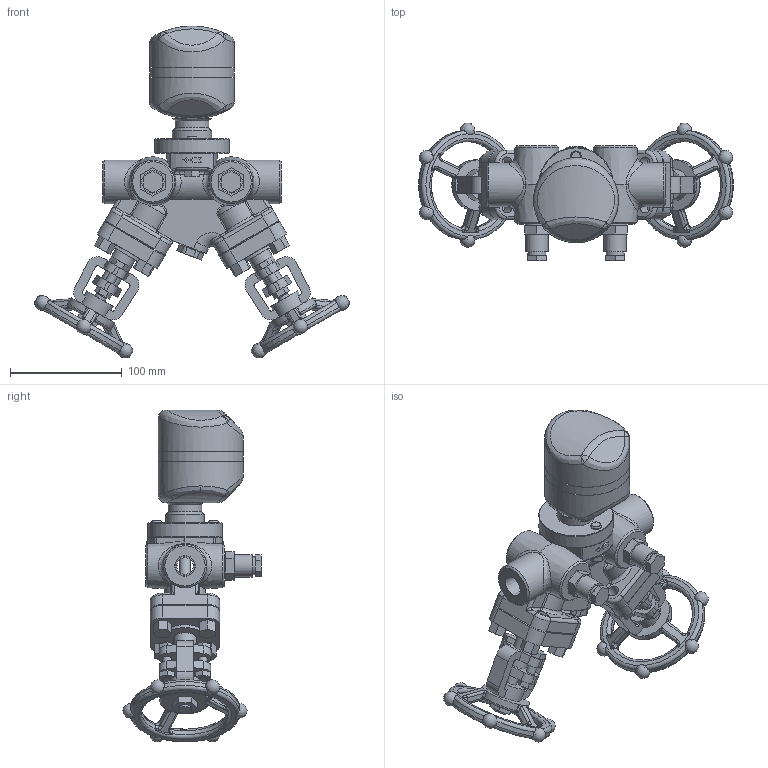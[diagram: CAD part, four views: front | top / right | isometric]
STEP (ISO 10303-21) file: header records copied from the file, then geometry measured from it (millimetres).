
FILE_DESCRIPTION(/* description */ (''),/* implementation_level */ '2;1');
FILE_NAME(/* name */ 'v2rb0-015-screw-s3.stp',/* time_stamp */ '2019-10-31T16:28:29+09:00',/* author */ ('nakaot'),/* organization */ (''),/* preprocessor_version */ 'ST-DEVELOPER v18',/* originating_system */ 'Autodesk Inventor 2020',/* authorisation */ '');
FILE_SCHEMA (('AUTOMOTIVE_DESIGN { 1 0 10303 214 3 1 1 }'));
Length unit declared in the file: millimetre
Products named in the file (1): v2rb0-015-screw-s3
Bounding box: 281.46 x 123.47 x 296.76 mm (x, y, z)
Volume: 1163009.8 mm3; surface area: 207365.9 mm2
Topology: 3 solids, 17 shells, 1076 faces, 2825 edges, 1781 vertices
Faces by surface type: plane 400, cylinder 298, bspline 241, torus 69, cone 56, sphere 12
Full cylindrical faces by diameter (mm): 4 x2, 7 x3, 8 x9, 9.525 x4, 10 x12, 10.5 x2, 11.445 x10, 12 x2, 14.05 x2, 15 x2, 15.2 x1, 16 x4, 17.5 x2, 20 x4, 21 x5, 28 x2, 30 x1, 33 x1, 35 x3, 35.5 x1, 38 x2, 39 x2, 40 x4, 60 x2, 67 x1, 76 x3
Entity records: 45428 total; most frequent: CARTESIAN_POINT 18959, ORIENTED_EDGE 5550, DIRECTION 4905, EDGE_CURVE 2775, AXIS2_PLACEMENT_3D 1878, VERTEX_POINT 1781, EDGE_LOOP 1198, LINE 1149
